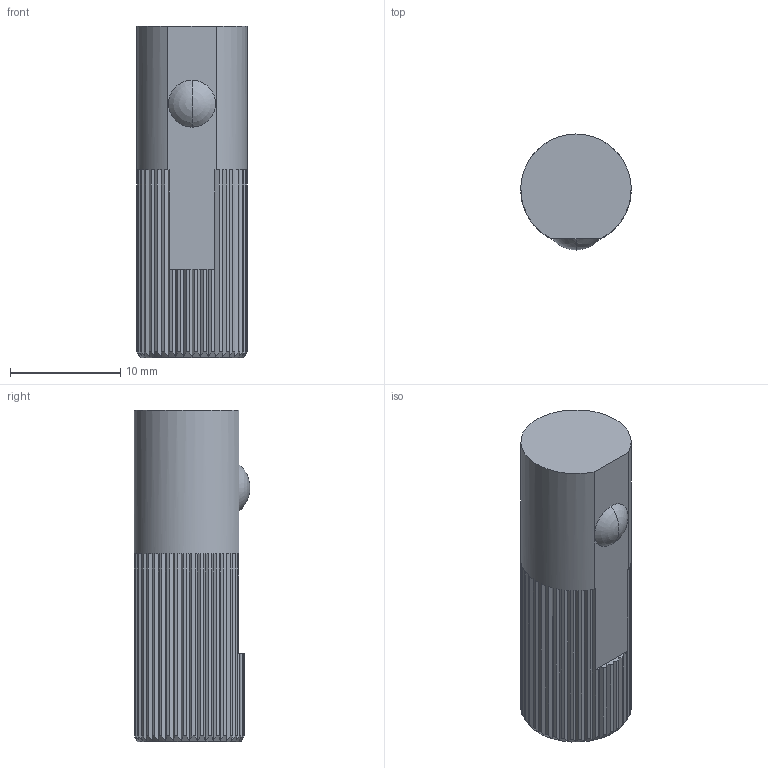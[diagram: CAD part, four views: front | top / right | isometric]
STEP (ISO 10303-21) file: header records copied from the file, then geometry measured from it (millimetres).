
FILE_DESCRIPTION(('STEP AP214'),'1');
FILE_NAME(' ',' ',('TraceParts'),('TraceParts S.A.'),'XStep 1.0',' ',' ');
FILE_SCHEMA(('automotive_design'));
Length unit declared in the file: millimetre
Products named in the file (1): 1
Bounding box: 10 x 10.5 x 30 mm (x, y, z)
Volume: 2289.1 mm3; surface area: 1221.8 mm2
Topology: 1 solids, 1 shells, 131 faces, 385 edges, 255 vertices
Faces by surface type: plane 119, cylinder 8, cone 2, sphere 2
Entity records: 8521 total; most frequent: CARTESIAN_POINT 930, STYLED_ITEM 770, PRESENTATION_STYLE_ASSIGNMENT 770, COLOUR_RGB 770, ORIENTED_EDGE 766, DIRECTION 657, EDGE_CURVE 383, CURVE_STYLE 383
